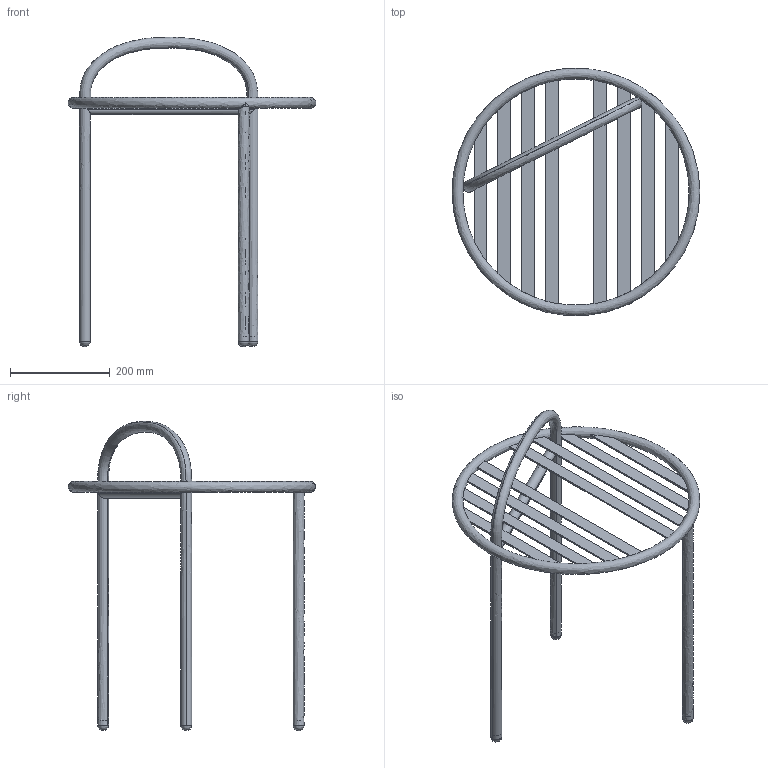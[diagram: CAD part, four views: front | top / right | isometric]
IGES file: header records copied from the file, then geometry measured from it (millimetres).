
Global section: file name: 56HRayure - TS51401 - Mesa lateral.igs; native system: Rhinoceros ( Dec  8 2020 ); preprocessor: Trout Lake IGES 012 Dec  8 2020; date: 240312.184635; units: millimetre
Bounding box: 497 x 495.46 x 620.62 mm (x, y, z)
Surface area: 564704.3 mm2 (no closed solid volume)
Topology: 0 solids, 0 shells, 76 faces, 456 edges, 451 vertices
Faces by surface type: bspline 76
